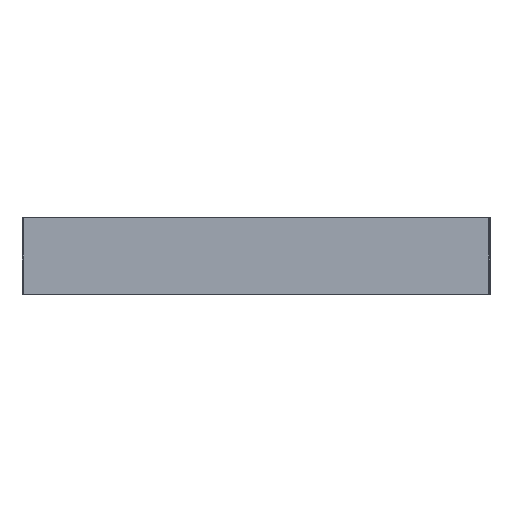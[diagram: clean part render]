
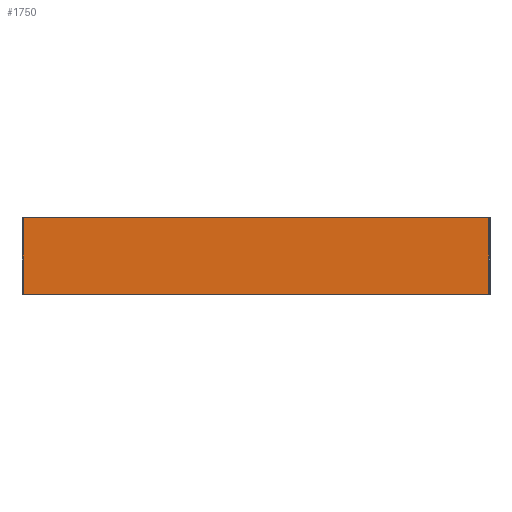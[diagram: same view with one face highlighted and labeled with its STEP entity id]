
A CAD part, top view. The second image highlights one B-rep face of the part: STEP entity #1750.
In plain terms, the highlighted planar face has unit normal (0, 0, 1).
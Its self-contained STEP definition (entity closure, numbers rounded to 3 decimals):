
#4 = VERTEX_POINT ( 'NONE', #69 ) ;
#69 = CARTESIAN_POINT ( 'NONE',  ( -450.5, -73.939, 0. ) ) ;
#92 = CARTESIAN_POINT ( 'NONE',  ( 450.5, 73.939, 0. ) ) ;
#168 = CARTESIAN_POINT ( 'NONE',  ( 450.5, -73.939, 0. ) ) ;
#183 = CARTESIAN_POINT ( 'NONE',  ( 450.5, 75., 0. ) ) ;
#238 = EDGE_CURVE ( 'NONE', #4, #462, #2129, .T. ) ;
#261 = VERTEX_POINT ( 'NONE', #1119 ) ;
#314 = EDGE_LOOP ( 'NONE', ( #2054, #856, #456, #1525 ) ) ;
#329 = VECTOR ( 'NONE', #989, 1000. ) ;
#343 = EDGE_CURVE ( 'NONE', #261, #1822, #2045, .T. ) ;
#382 = EDGE_CURVE ( 'NONE', #4, #261, #423, .T. ) ;
#421 = VECTOR ( 'NONE', #1315, 1000. ) ;
#423 = LINE ( 'NONE', #1602, #329 ) ;
#437 = CARTESIAN_POINT ( 'NONE',  ( -454.405, -73.939, 0. ) ) ;
#456 = ORIENTED_EDGE ( 'NONE', *, *, #343, .F. ) ;
#462 = VERTEX_POINT ( 'NONE', #168 ) ;
#525 = EDGE_CURVE ( 'NONE', #1822, #462, #1103, .T. ) ;
#667 = FACE_OUTER_BOUND ( 'NONE', #314, .T. ) ;
#737 = PLANE ( 'NONE',  #1503 ) ;
#856 = ORIENTED_EDGE ( 'NONE', *, *, #525, .F. ) ;
#989 = DIRECTION ( 'NONE',  ( 0., 1., 0. ) ) ;
#1001 = VECTOR ( 'NONE', #1295, 1000. ) ;
#1086 = DIRECTION ( 'NONE',  ( 0., 0., 1. ) ) ;
#1103 = LINE ( 'NONE', #183, #421 ) ;
#1119 = CARTESIAN_POINT ( 'NONE',  ( -450.5, 73.939, 0. ) ) ;
#1147 = CARTESIAN_POINT ( 'NONE',  ( -454.405, 73.939, 0. ) ) ;
#1295 = DIRECTION ( 'NONE',  ( 1., 0., 0. ) ) ;
#1315 = DIRECTION ( 'NONE',  ( 0., -1., 0. ) ) ;
#1503 = AXIS2_PLACEMENT_3D ( 'NONE', #1907, #1086, #1901 ) ;
#1525 = ORIENTED_EDGE ( 'NONE', *, *, #382, .F. ) ;
#1602 = CARTESIAN_POINT ( 'NONE',  ( -450.5, -75., 0. ) ) ;
#1750 = ADVANCED_FACE ( 'NONE', ( #667 ), #737, .T. ) ;
#1756 = DIRECTION ( 'NONE',  ( 1., 0., 0. ) ) ;
#1822 = VERTEX_POINT ( 'NONE', #92 ) ;
#1901 = DIRECTION ( 'NONE',  ( 1., 0., 0. ) ) ;
#1907 = CARTESIAN_POINT ( 'NONE',  ( 0., 0., 0. ) ) ;
#2045 = LINE ( 'NONE', #1147, #1001 ) ;
#2054 = ORIENTED_EDGE ( 'NONE', *, *, #238, .T. ) ;
#2073 = VECTOR ( 'NONE', #1756, 1000. ) ;
#2129 = LINE ( 'NONE', #437, #2073 ) ;
